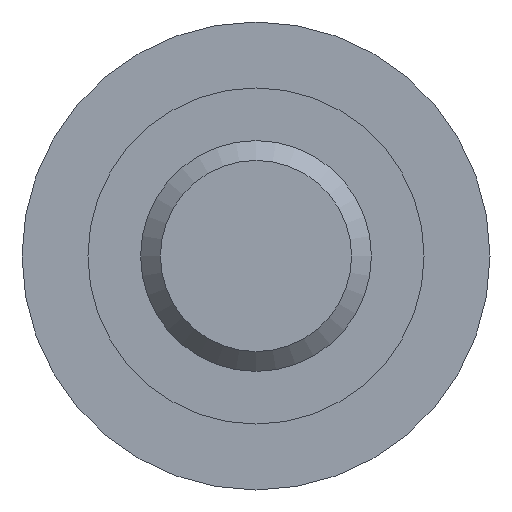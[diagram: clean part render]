
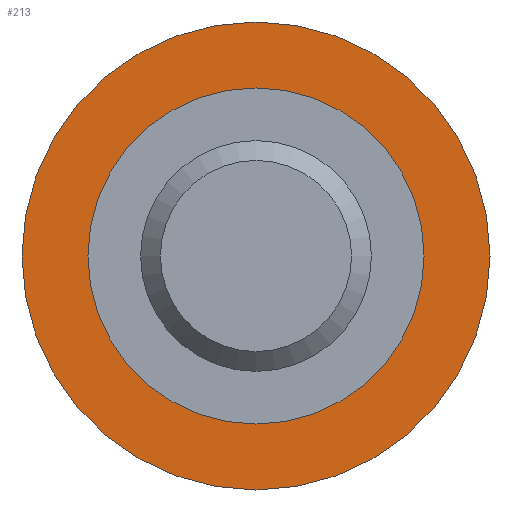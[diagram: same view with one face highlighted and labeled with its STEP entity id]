
A CAD part, front view. The second image highlights one B-rep face of the part: STEP entity #213.
In plain terms, the highlighted planar face has unit normal (0, -1, 0).
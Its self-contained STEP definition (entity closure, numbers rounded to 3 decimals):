
#20=PLANE('',#263);
#35=FACE_BOUND('',#109,.T.);
#52=CIRCLE('',#262,3.55);
#53=CIRCLE('',#264,2.55);
#79=FACE_OUTER_BOUND('',#108,.T.);
#108=EDGE_LOOP('',(#186));
#109=EDGE_LOOP('',(#187));
#136=VERTEX_POINT('',#430);
#137=VERTEX_POINT('',#433);
#155=EDGE_CURVE('',#136,#136,#52,.T.);
#156=EDGE_CURVE('',#137,#137,#53,.T.);
#186=ORIENTED_EDGE('',*,*,#155,.T.);
#187=ORIENTED_EDGE('',*,*,#156,.F.);
#213=ADVANCED_FACE('',(#79,#35),#20,.T.);
#262=AXIS2_PLACEMENT_3D('',#431,#322,#323);
#263=AXIS2_PLACEMENT_3D('',#432,#324,#325);
#264=AXIS2_PLACEMENT_3D('',#434,#326,#327);
#322=DIRECTION('center_axis',(0.,-1.,0.));
#323=DIRECTION('ref_axis',(1.,0.,0.));
#324=DIRECTION('center_axis',(0.,-1.,0.));
#325=DIRECTION('ref_axis',(0.,0.,-1.));
#326=DIRECTION('center_axis',(0.,-1.,0.));
#327=DIRECTION('ref_axis',(1.,0.,0.));
#430=CARTESIAN_POINT('',(3.55,11.1,0.));
#431=CARTESIAN_POINT('Origin',(0.,11.1,0.));
#432=CARTESIAN_POINT('Origin',(2.55,11.1,0.));
#433=CARTESIAN_POINT('',(2.55,11.1,0.));
#434=CARTESIAN_POINT('Origin',(0.,11.1,0.));
